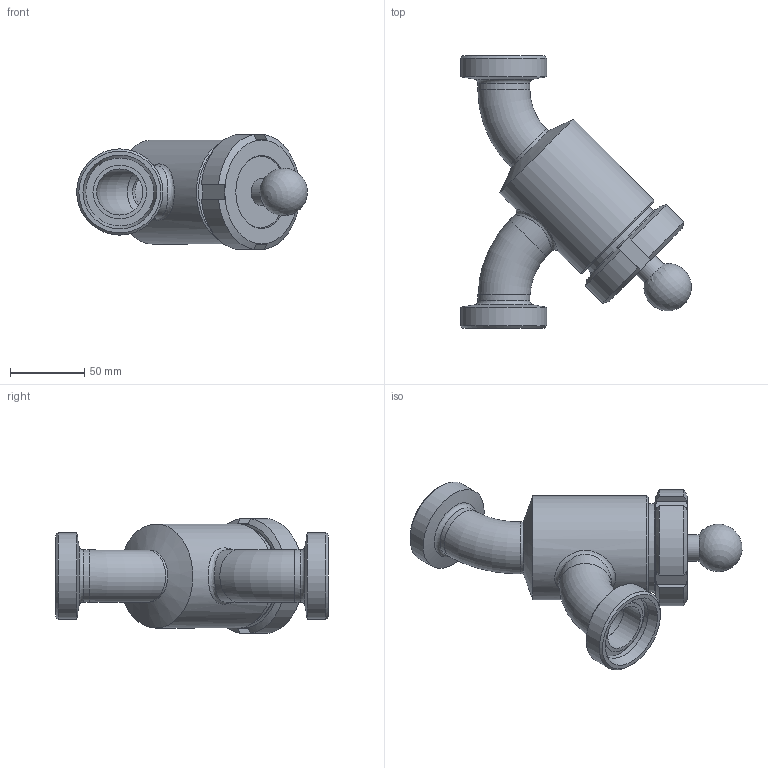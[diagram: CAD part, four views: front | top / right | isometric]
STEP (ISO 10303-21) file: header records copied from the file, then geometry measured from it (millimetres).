
FILE_DESCRIPTION(/* description */ (''),/* implementation_level */ '2;1');
FILE_NAME(/* name */ '60500032XX00.stp',/* time_stamp */ '2016-09-16T11:44:03+02:00',/* author */ ('thilbrands'),/* organization */ (''),/* preprocessor_version */ 'ST-DEVELOPER v15.6',/* originating_system */ 'Autodesk Inventor 2015',/* authorisation */ '');
FILE_SCHEMA (('AUTOMOTIVE_DESIGN { 1 0 10303 214 3 1 1 }'));
Length unit declared in the file: millimetre
Products named in the file (1): ENG-037168_Shrinkwrap_1
Bounding box: 155.06 x 182.95 x 77.36 mm (x, y, z)
Volume: 237177.3 mm3; surface area: 129179.4 mm2
Topology: 1 solids, 4 shells, 128 faces, 258 edges, 161 vertices
Faces by surface type: plane 45, cylinder 40, cone 34, torus 6, bspline 2, sphere 1
Full cylindrical faces by diameter (mm): 6.647 x2, 8 x1, 8.5 x1, 18 x1, 27 x1, 31 x2, 32 x3, 34 x1, 35 x4, 36 x2, 37 x1, 45.8 x2, 48 x1, 49 x1, 49.4 x1, 53 x1, 53.8 x2, 54 x2, 58 x2, 59.5 x1, 60 x1, 65.4 x1, 66 x1, 70 x1
Entity records: 3401 total; most frequent: CARTESIAN_POINT 949, DIRECTION 496, ORIENTED_EDGE 338, AXIS2_PLACEMENT_3D 240, EDGE_LOOP 224, EDGE_CURVE 169, VERTEX_POINT 141, STYLED_ITEM 129
